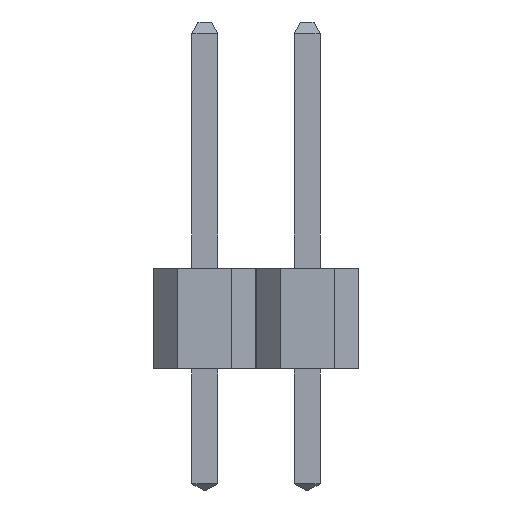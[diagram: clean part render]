
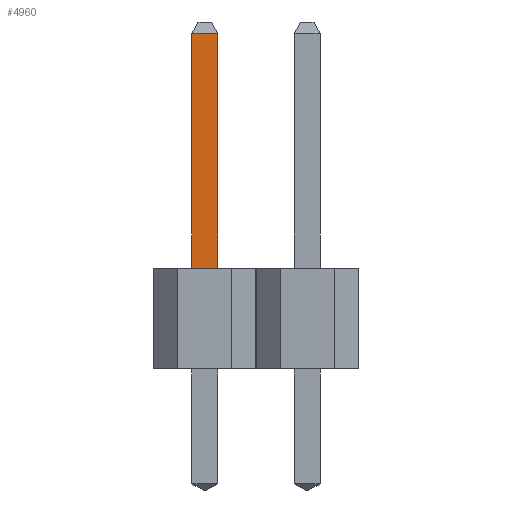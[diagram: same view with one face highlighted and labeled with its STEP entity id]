
A CAD part, front view. The second image highlights one B-rep face of the part: STEP entity #4960.
In plain terms, the highlighted planar face has unit normal (0, -1, 0).
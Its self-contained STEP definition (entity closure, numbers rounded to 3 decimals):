
#424 = CARTESIAN_POINT ( 'NONE',  ( -1.59, -6.67, 8.6 ) ) ;
#858 = VECTOR ( 'NONE', #5078, 1000. ) ;
#1180 = VERTEX_POINT ( 'NONE', #12335 ) ;
#1760 = CARTESIAN_POINT ( 'NONE',  ( -1.59, -6.67, 2.5 ) ) ;
#2789 = CARTESIAN_POINT ( 'NONE',  ( -0.95, -6.67, 8.6 ) ) ;
#2881 = VECTOR ( 'NONE', #7123, 1000. ) ;
#3049 = VECTOR ( 'NONE', #12387, 1000. ) ;
#3082 = LINE ( 'NONE', #6967, #5215 ) ;
#3256 = PLANE ( 'NONE',  #9359 ) ;
#3591 = EDGE_CURVE ( 'NONE', #1180, #11141, #3082, .T. ) ;
#3646 = CARTESIAN_POINT ( 'NONE',  ( -0.95, -6.67, 8.318 ) ) ;
#4053 = LINE ( 'NONE', #8069, #858 ) ;
#4960 = ADVANCED_FACE ( 'NONE', ( #9984 ), #3256, .T. ) ;
#5078 = DIRECTION ( 'NONE',  ( -1., 0., 0. ) ) ;
#5215 = VECTOR ( 'NONE', #10816, 1000. ) ;
#5301 = EDGE_CURVE ( 'NONE', #8936, #11141, #8083, .T. ) ;
#5999 = DIRECTION ( 'NONE',  ( 0., 0., -1. ) ) ;
#6180 = CARTESIAN_POINT ( 'NONE',  ( -1.59, -6.67, 8.6 ) ) ;
#6967 = CARTESIAN_POINT ( 'NONE',  ( 0., -6.67, 2.5 ) ) ;
#7123 = DIRECTION ( 'NONE',  ( 0., 0., -1. ) ) ;
#7137 = DIRECTION ( 'NONE',  ( 0., -1., 0. ) ) ;
#7643 = ORIENTED_EDGE ( 'NONE', *, *, #3591, .F. ) ;
#7887 = ORIENTED_EDGE ( 'NONE', *, *, #11504, .F. ) ;
#8069 = CARTESIAN_POINT ( 'NONE',  ( -1.59, -6.67, 8.318 ) ) ;
#8083 = LINE ( 'NONE', #424, #2881 ) ;
#8936 = VERTEX_POINT ( 'NONE', #11325 ) ;
#9051 = VERTEX_POINT ( 'NONE', #3646 ) ;
#9119 = ORIENTED_EDGE ( 'NONE', *, *, #11284, .T. ) ;
#9359 = AXIS2_PLACEMENT_3D ( 'NONE', #6180, #7137, #5999 ) ;
#9984 = FACE_OUTER_BOUND ( 'NONE', #12171, .T. ) ;
#10816 = DIRECTION ( 'NONE',  ( -1., 0., 0. ) ) ;
#11141 = VERTEX_POINT ( 'NONE', #1760 ) ;
#11284 = EDGE_CURVE ( 'NONE', #9051, #8936, #4053, .T. ) ;
#11325 = CARTESIAN_POINT ( 'NONE',  ( -1.59, -6.67, 8.318 ) ) ;
#11342 = LINE ( 'NONE', #2789, #3049 ) ;
#11504 = EDGE_CURVE ( 'NONE', #9051, #1180, #11342, .T. ) ;
#12171 = EDGE_LOOP ( 'NONE', ( #7887, #9119, #12404, #7643 ) ) ;
#12335 = CARTESIAN_POINT ( 'NONE',  ( -0.95, -6.67, 2.5 ) ) ;
#12387 = DIRECTION ( 'NONE',  ( 0., 0., -1. ) ) ;
#12404 = ORIENTED_EDGE ( 'NONE', *, *, #5301, .T. ) ;
